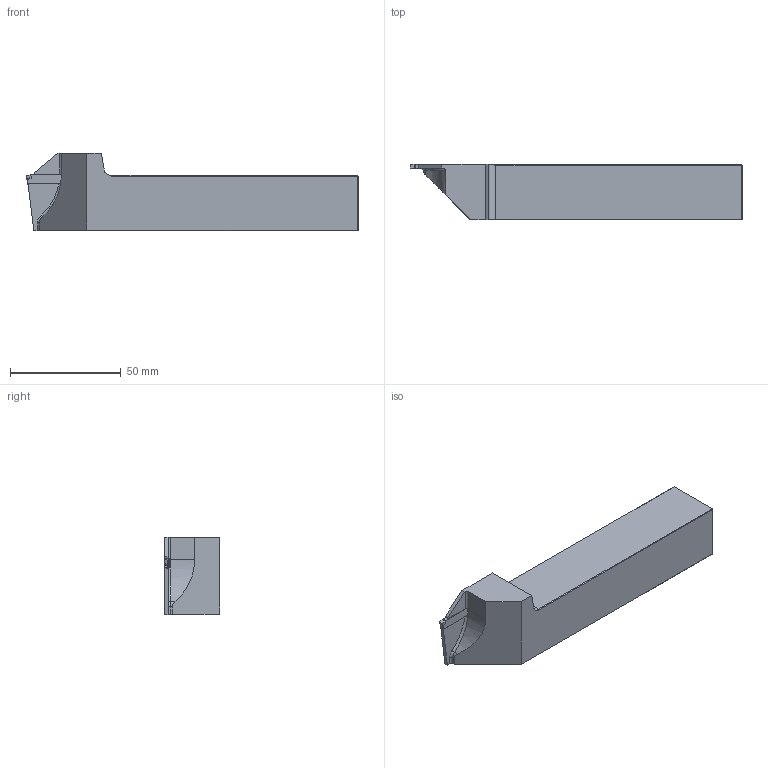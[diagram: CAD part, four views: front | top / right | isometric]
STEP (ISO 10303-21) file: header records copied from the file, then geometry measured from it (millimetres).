
FILE_DESCRIPTION(/* description */ (''),/* implementation_level */ '2;1');
FILE_NAME(/* name */ 'ADKT-KM-l-2525-2-T15.stp',/* time_stamp */ '2023-10-19T19:39:31+03:00',/* author */ (''),/* organization */ (''),/* preprocessor_version */ 'ST-DEVELOPER v19.4',/* originating_system */ 'SIEMENS PLM Software NX2306.3001',/* authorisation */ '');
FILE_SCHEMA (('AUTOMOTIVE_DESIGN { 1 0 10303 214 3 1 1 1 }'));
Length unit declared in the file: millimetre
Products named in the file (1): ADKT-KM-R-2525-2-T15
Bounding box: 150 x 25.2 x 35 mm (x, y, z)
Volume: 87783.4 mm3; surface area: 16059.8 mm2
Topology: 2 solids, 2 shells, 107 faces, 266 edges, 163 vertices
Faces by surface type: plane 49, bspline 32, cylinder 24, torus 2
Entity records: 4434 total; most frequent: CARTESIAN_POINT 1641, ORIENTED_EDGE 532, DIRECTION 408, EDGE_CURVE 266, VERTEX_POINT 163, LINE 138, VECTOR 138, AXIS2_PLACEMENT_3D 135
